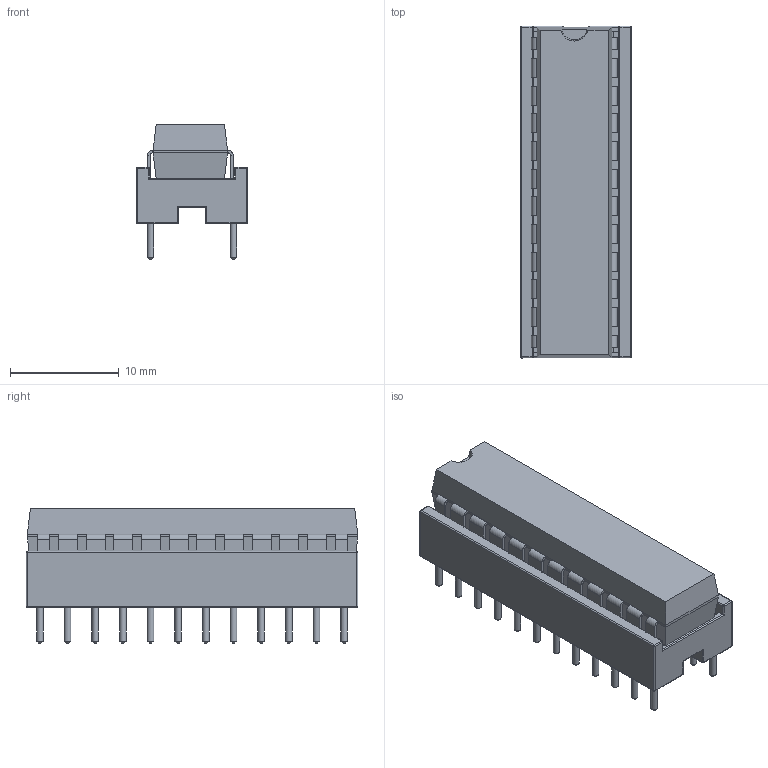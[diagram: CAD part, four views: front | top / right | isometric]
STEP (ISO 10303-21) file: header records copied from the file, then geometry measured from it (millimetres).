
FILE_DESCRIPTION(/* description */ (''),/* implementation_level */ '2;1');
FILE_NAME(/* name */ 'MAX7219.step',/* time_stamp */ '2020-08-24T10:18:12+02:00',/* author */ (''),/* organization */ (''),/* preprocessor_version */ 'ST-DEVELOPER v18.1',/* originating_system */ 'Autodesk Translation Framework v9.3.0.1241',/* authorisation */ '');
FILE_SCHEMA (('AUTOMOTIVE_DESIGN { 1 0 10303 214 3 1 1 }'));
Length unit declared in the file: millimetre
Products named in the file (3): MAX7219; MAX7812 with DIP; MS-001BE
Assembly tree (2 placements, depth 2):
  MAX7219
    MAX7812 with DIP
    MS-001BE
Bounding box: 10.16 x 30.48 x 12.38 mm (x, y, z)
Volume: 2183.5 mm3; surface area: 2717.6 mm2
Topology: 26 solids, 26 shells, 906 faces, 2198 edges, 1366 vertices
Faces by surface type: plane 690, cylinder 159, cone 25, sphere 20, bspline 8, torus 4
Full cylindrical faces by diameter (mm): 0.6 x24
Entity records: 26519 total; most frequent: CARTESIAN_POINT 4675, ORIENTED_EDGE 4392, DIRECTION 4350, EDGE_CURVE 2196, LINE 1822, VECTOR 1822, VERTEX_POINT 1366, AXIS2_PLACEMENT_3D 1264
